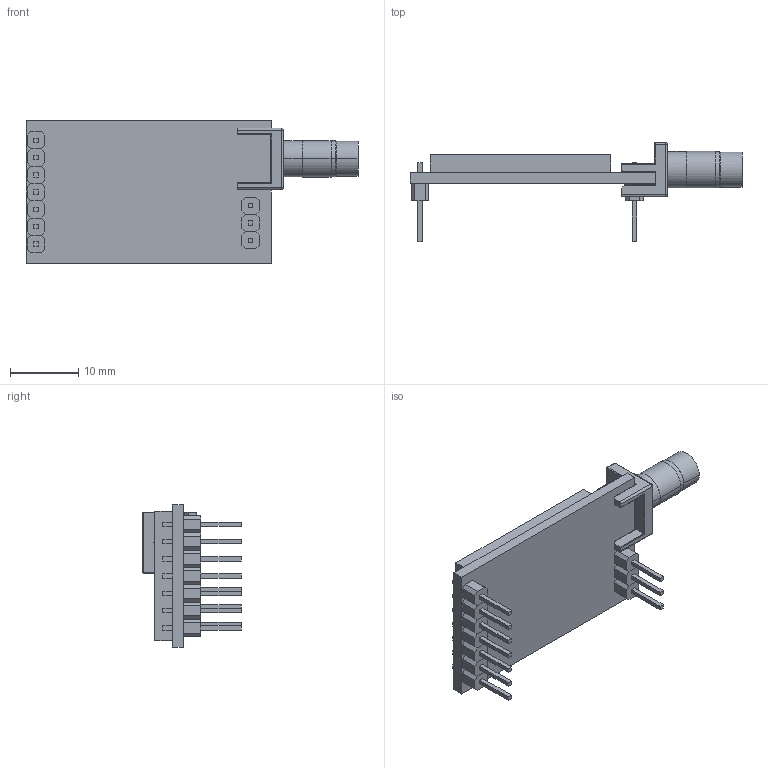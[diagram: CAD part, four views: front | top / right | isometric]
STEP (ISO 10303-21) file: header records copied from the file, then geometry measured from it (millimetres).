
FILE_DESCRIPTION (( 'STEP AP214' ), '1' );
FILE_NAME ('E32-TTL-100 module_without_antenna.STEP', '2020-05-29T15:22:33', ( '' ), ( '' ), 'SwSTEP 2.0', 'SolidWorks 2017', '' );
FILE_SCHEMA (( 'AUTOMOTIVE_DESIGN' ));
Length unit declared in the file: millimetre
Products named in the file (8): E32-TTL-100 module_without_antenna; SMA-20; SMA-20_02; SMA-20_00; E32-TTL-100 PCB_1; E32-TTL-100 IC_1; P1; SMA-20_01
Assembly tree (16 placements, depth 3):
  E32-TTL-100 module_without_antenna
    E32-TTL-100 PCB_1
    SMA-20
      SMA-20_00
      SMA-20_01
      SMA-20_02
    E32-TTL-100 IC_1
    P1  x10
Bounding box: 48.78 x 14.54 x 21 mm (x, y, z)
Volume: 2844.8 mm3; surface area: 4531.3 mm2
Topology: 14 solids, 17 shells, 333 faces, 801 edges, 523 vertices
Faces by surface type: plane 246, cylinder 73, cone 6, torus 4, bspline 4
Entity records: 6615 total; most frequent: CARTESIAN_POINT 906, DIRECTION 813, ORIENTED_EDGE 730, EDGE_CURVE 367, AXIS2_PLACEMENT_3D 298, VERTEX_POINT 235, LINE 217, VECTOR 217
